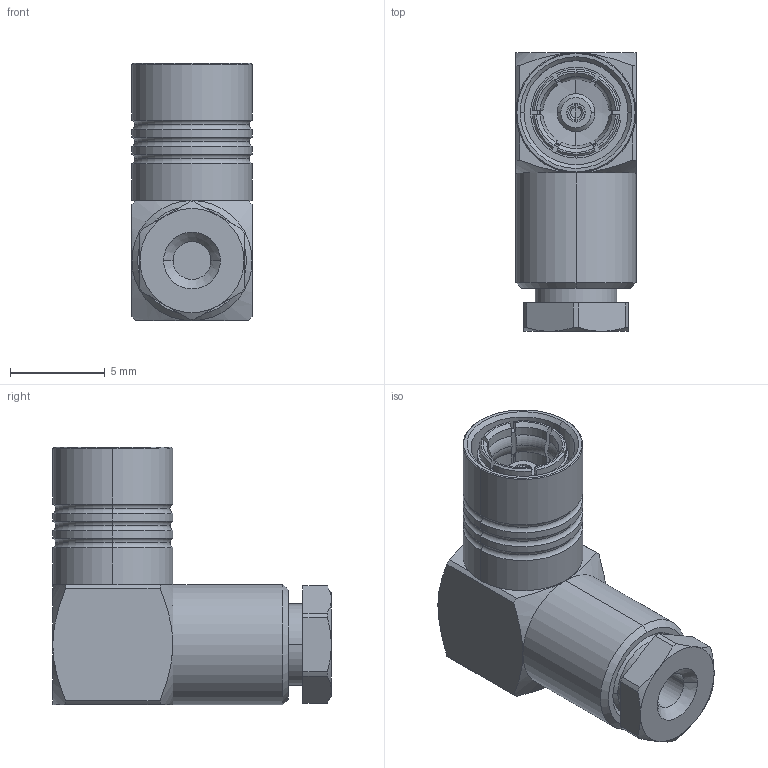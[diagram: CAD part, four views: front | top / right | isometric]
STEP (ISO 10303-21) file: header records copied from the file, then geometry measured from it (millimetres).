
FILE_DESCRIPTION (( 'STEP AP214' ), '1' );
FILE_NAME ('32-101-D3-AA.STEP', '2024-09-06T07:59:25', ( '' ), ( '' ), 'SwSTEP 2.0', 'SolidWorks 2024', '' );
FILE_SCHEMA (( 'AUTOMOTIVE_DESIGN' ));
Length unit declared in the file: millimetre
Products named in the file (1): 32-101-D3-AA
Bounding box: 6.35 x 14.72 x 13.6 mm (x, y, z)
Surface area: 953.5 mm2 (no closed solid volume)
Topology: 0 solids, 9 shells, 167 faces, 504 edges, 344 vertices
Faces by surface type: cylinder 52, plane 44, cone 43, torus 24, bspline 2, sphere 2
Entity records: 6845 total; most frequent: CARTESIAN_POINT 2406, DIRECTION 943, ORIENTED_EDGE 866, EDGE_CURVE 504, AXIS2_PLACEMENT_3D 367, VERTEX_POINT 344, LINE 209, VECTOR 209
